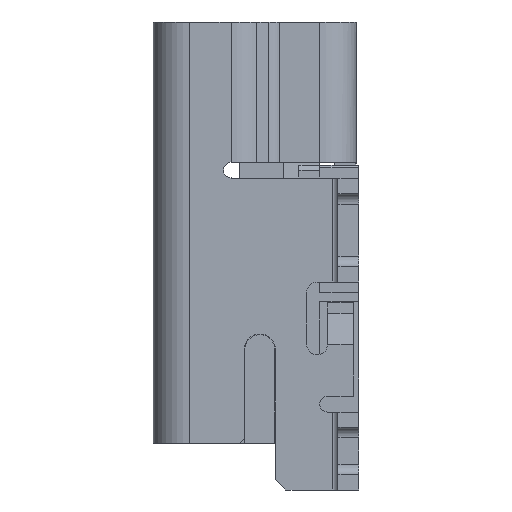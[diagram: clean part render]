
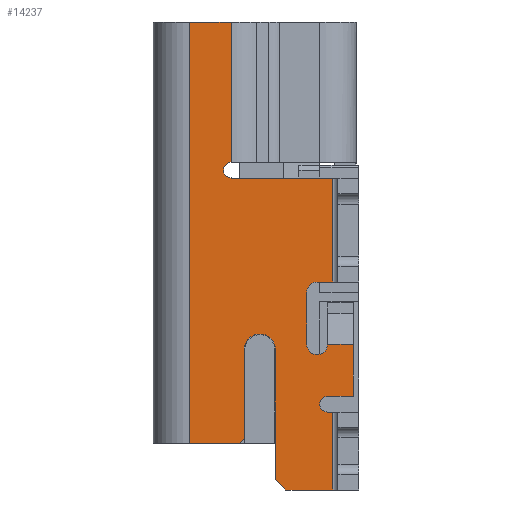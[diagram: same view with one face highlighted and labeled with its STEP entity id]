
A CAD part, left-side view. The second image highlights one B-rep face of the part: STEP entity #14237.
In plain terms, the highlighted planar face has unit normal (-1, 0, 0).
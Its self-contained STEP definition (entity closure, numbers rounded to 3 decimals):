
#108=DIRECTION('',(0.,1.,0.));
#109=VECTOR('',#108,0.797);
#110=CARTESIAN_POINT('',(-3.85,0.403,0.));
#111=LINE('',#110,#109);
#3367=DIRECTION('',(0.,1.,0.));
#3368=VECTOR('',#3367,1.95);
#3369=CARTESIAN_POINT('',(-3.85,-1.55,-3.));
#3370=LINE('',#3369,#3368);
#4271=DIRECTION('',(0.,1.,0.));
#4272=VECTOR('',#4271,0.95);
#4273=CARTESIAN_POINT('',(-3.85,0.25,-8.1));
#4274=LINE('',#4273,#4272);
#4275=DIRECTION('',(0.,0.,-1.));
#4276=VECTOR('',#4275,2.7);
#4277=CARTESIAN_POINT('',(-3.85,0.403,0.));
#4278=LINE('',#4277,#4276);
#4279=CARTESIAN_POINT('',(-3.85,0.4,-2.85));
#4280=DIRECTION('',(-1.,0.,0.));
#4281=DIRECTION('',(0.,0.023,1.));
#4282=AXIS2_PLACEMENT_3D('',#4279,#4280,#4281);
#4284=CARTESIAN_POINT('',(-3.85,0.4,-2.85));
#4285=DIRECTION('',(1.,0.,0.));
#4286=DIRECTION('',(0.,0.,-1.));
#4287=AXIS2_PLACEMENT_3D('',#4284,#4285,#4286);
#4289=DIRECTION('',(0.,0.,-1.));
#4290=VECTOR('',#4289,2.);
#4291=CARTESIAN_POINT('',(-3.85,-1.55,-3.));
#4292=LINE('',#4291,#4290);
#4293=DIRECTION('',(0.,1.,0.));
#4294=VECTOR('',#4293,0.3);
#4295=CARTESIAN_POINT('',(-3.85,-1.55,-5.));
#4296=LINE('',#4295,#4294);
#4297=CARTESIAN_POINT('',(-3.85,-1.25,-5.2));
#4298=DIRECTION('',(1.,0.,0.));
#4299=DIRECTION('',(0.,1.,0.));
#4300=AXIS2_PLACEMENT_3D('',#4297,#4298,#4299);
#4302=DIRECTION('',(0.,0.,1.));
#4303=VECTOR('',#4302,1.);
#4304=CARTESIAN_POINT('',(-3.85,-1.05,-6.2));
#4305=LINE('',#4304,#4303);
#4306=CARTESIAN_POINT('',(-3.85,-1.25,-6.2));
#4307=DIRECTION('',(1.,0.,0.));
#4308=DIRECTION('',(0.,-1.,0.));
#4309=AXIS2_PLACEMENT_3D('',#4306,#4307,#4308);
#4311=DIRECTION('',(0.,1.,0.));
#4312=VECTOR('',#4311,0.5);
#4313=CARTESIAN_POINT('',(-3.85,-1.95,-6.2));
#4314=LINE('',#4313,#4312);
#4315=DIRECTION('',(0.,0.,1.));
#4316=VECTOR('',#4315,1.);
#4317=CARTESIAN_POINT('',(-3.85,-1.95,-7.2));
#4318=LINE('',#4317,#4316);
#4319=DIRECTION('',(0.,-1.,0.));
#4320=VECTOR('',#4319,0.5);
#4321=CARTESIAN_POINT('',(-3.85,-1.45,-7.2));
#4322=LINE('',#4321,#4320);
#4323=CARTESIAN_POINT('',(-3.85,-1.45,-7.35));
#4324=DIRECTION('',(1.,0.,0.));
#4325=DIRECTION('',(0.,0.,-1.));
#4326=AXIS2_PLACEMENT_3D('',#4323,#4324,#4325);
#4328=DIRECTION('',(0.,1.,0.));
#4329=VECTOR('',#4328,0.1);
#4330=CARTESIAN_POINT('',(-3.85,-1.55,-7.5));
#4331=LINE('',#4330,#4329);
#4332=DIRECTION('',(0.,0.,-1.));
#4333=VECTOR('',#4332,1.5);
#4334=CARTESIAN_POINT('',(-3.85,-1.55,-7.5));
#4335=LINE('',#4334,#4333);
#4336=DIRECTION('',(0.,-0.707,-0.707));
#4337=VECTOR('',#4336,0.283);
#4338=CARTESIAN_POINT('',(-3.85,-0.45,-8.8));
#4339=LINE('',#4338,#4337);
#4340=DIRECTION('',(0.,0.,-1.));
#4341=VECTOR('',#4340,2.5);
#4342=CARTESIAN_POINT('',(-3.85,-0.45,-6.3));
#4343=LINE('',#4342,#4341);
#4344=CARTESIAN_POINT('',(-3.85,-0.15,-6.3));
#4345=DIRECTION('',(1.,0.,0.));
#4346=DIRECTION('',(0.,1.,0.));
#4347=AXIS2_PLACEMENT_3D('',#4344,#4345,#4346);
#4349=DIRECTION('',(0.,0.,1.));
#4350=VECTOR('',#4349,1.7);
#4351=CARTESIAN_POINT('',(-3.85,0.15,-8.));
#4352=LINE('',#4351,#4350);
#4353=DIRECTION('',(0.,-0.707,0.707));
#4354=VECTOR('',#4353,0.141);
#4355=CARTESIAN_POINT('',(-3.85,0.25,-8.1));
#4356=LINE('',#4355,#4354);
#4366=DIRECTION('',(0.,0.,-1.));
#4367=VECTOR('',#4366,8.1);
#4368=CARTESIAN_POINT('',(-3.85,1.2,0.));
#4369=LINE('',#4368,#4367);
#5840=DIRECTION('',(0.,1.,0.));
#5841=VECTOR('',#5840,0.9);
#5842=CARTESIAN_POINT('',(-3.85,-1.55,-9.));
#5843=LINE('',#5842,#5841);
#6866=CARTESIAN_POINT('',(-3.85,0.403,0.));
#6867=VERTEX_POINT('',#6866);
#6868=CARTESIAN_POINT('',(-3.85,1.2,0.));
#6869=VERTEX_POINT('',#6868);
#6882=CARTESIAN_POINT('',(-3.85,0.403,-2.7));
#6883=VERTEX_POINT('',#6882);
#8426=CARTESIAN_POINT('',(-3.85,0.403,-3.));
#8427=VERTEX_POINT('',#8426);
#8574=CARTESIAN_POINT('',(-3.85,-1.95,-6.2));
#8575=CARTESIAN_POINT('',(-3.85,-1.45,-6.2));
#8576=VERTEX_POINT('',#8574);
#8577=VERTEX_POINT('',#8575);
#8580=CARTESIAN_POINT('',(-3.85,1.2,-8.1));
#8582=VERTEX_POINT('',#8580);
#8618=CARTESIAN_POINT('',(-3.85,0.25,-8.1));
#8619=VERTEX_POINT('',#8618);
#8650=CARTESIAN_POINT('',(-3.85,-1.45,-7.5));
#8651=CARTESIAN_POINT('',(-3.85,-1.45,-7.2));
#8652=VERTEX_POINT('',#8650);
#8653=VERTEX_POINT('',#8651);
#8654=CARTESIAN_POINT('',(-3.85,-1.95,-7.2));
#8655=VERTEX_POINT('',#8654);
#8656=CARTESIAN_POINT('',(-3.85,-1.05,-6.2));
#8657=VERTEX_POINT('',#8656);
#8658=CARTESIAN_POINT('',(-3.85,-1.05,-5.2));
#8659=VERTEX_POINT('',#8658);
#8660=CARTESIAN_POINT('',(-3.85,-1.25,-5.));
#8661=VERTEX_POINT('',#8660);
#8662=CARTESIAN_POINT('',(-3.85,0.15,-6.3));
#8663=CARTESIAN_POINT('',(-3.85,-0.45,-6.3));
#8664=VERTEX_POINT('',#8662);
#8665=VERTEX_POINT('',#8663);
#8666=CARTESIAN_POINT('',(-3.85,-0.45,-8.8));
#8667=VERTEX_POINT('',#8666);
#8680=CARTESIAN_POINT('',(-3.85,0.15,-8.));
#8681=VERTEX_POINT('',#8680);
#8718=CARTESIAN_POINT('',(-3.85,0.4,-3.));
#8719=VERTEX_POINT('',#8718);
#8758=CARTESIAN_POINT('',(-3.85,-0.65,-9.));
#8759=VERTEX_POINT('',#8758);
#8800=CARTESIAN_POINT('',(-3.85,-1.55,-3.));
#8801=CARTESIAN_POINT('',(-3.85,-1.55,-5.));
#8802=VERTEX_POINT('',#8800);
#8803=VERTEX_POINT('',#8801);
#8808=CARTESIAN_POINT('',(-3.85,-1.55,-7.5));
#8809=CARTESIAN_POINT('',(-3.85,-1.55,-9.));
#8810=VERTEX_POINT('',#8808);
#8811=VERTEX_POINT('',#8809);
#14188=CARTESIAN_POINT('',(-3.85,0.403,0.));
#14189=DIRECTION('',(-1.,0.,0.));
#14190=DIRECTION('',(0.,1.,0.));
#14191=AXIS2_PLACEMENT_3D('',#14188,#14189,#14190);
#14192=PLANE('',#14191);
#14193=ORIENTED_EDGE('',*,*,#9423,.T.);
#14195=ORIENTED_EDGE('',*,*,#14194,.F.);
#14196=ORIENTED_EDGE('',*,*,#8933,.F.);
#14197=ORIENTED_EDGE('',*,*,#14164,.T.);
#14198=ORIENTED_EDGE('',*,*,#14175,.T.);
#14199=ORIENTED_EDGE('',*,*,#14183,.F.);
#14200=ORIENTED_EDGE('',*,*,#12844,.F.);
#14202=ORIENTED_EDGE('',*,*,#14201,.T.);
#14204=ORIENTED_EDGE('',*,*,#14203,.T.);
#14206=ORIENTED_EDGE('',*,*,#14205,.F.);
#14208=ORIENTED_EDGE('',*,*,#14207,.F.);
#14210=ORIENTED_EDGE('',*,*,#14209,.F.);
#14212=ORIENTED_EDGE('',*,*,#14211,.F.);
#14214=ORIENTED_EDGE('',*,*,#14213,.F.);
#14216=ORIENTED_EDGE('',*,*,#14215,.F.);
#14218=ORIENTED_EDGE('',*,*,#14217,.F.);
#14220=ORIENTED_EDGE('',*,*,#14219,.F.);
#14222=ORIENTED_EDGE('',*,*,#14221,.T.);
#14224=ORIENTED_EDGE('',*,*,#14223,.T.);
#14226=ORIENTED_EDGE('',*,*,#14225,.F.);
#14228=ORIENTED_EDGE('',*,*,#14227,.F.);
#14230=ORIENTED_EDGE('',*,*,#14229,.F.);
#14232=ORIENTED_EDGE('',*,*,#14231,.F.);
#14234=ORIENTED_EDGE('',*,*,#14233,.F.);
#14235=EDGE_LOOP('',(#14193,#14195,#14196,#14197,#14198,#14199,#14200,#14202,
#14204,#14206,#14208,#14210,#14212,#14214,#14216,#14218,#14220,#14222,#14224,
#14226,#14228,#14230,#14232,#14234));
#14236=FACE_OUTER_BOUND('',#14235,.F.);
#14237=ADVANCED_FACE('',(#14236),#14192,.T.);
#4283=CIRCLE('',#4282,0.15);
#4288=CIRCLE('',#4287,0.15);
#4301=CIRCLE('',#4300,0.2);
#4310=CIRCLE('',#4309,0.2);
#4327=CIRCLE('',#4326,0.15);
#4348=CIRCLE('',#4347,0.3);
#8933=EDGE_CURVE('',#6867,#6869,#111,.T.);
#9423=EDGE_CURVE('',#8619,#8582,#4274,.T.);
#12844=EDGE_CURVE('',#8802,#8719,#3370,.T.);
#14164=EDGE_CURVE('',#6867,#6883,#4278,.T.);
#14175=EDGE_CURVE('',#6883,#8427,#4283,.T.);
#14183=EDGE_CURVE('',#8719,#8427,#4288,.T.);
#14194=EDGE_CURVE('',#6869,#8582,#4369,.T.);
#14201=EDGE_CURVE('',#8802,#8803,#4292,.T.);
#14203=EDGE_CURVE('',#8803,#8661,#4296,.T.);
#14205=EDGE_CURVE('',#8659,#8661,#4301,.T.);
#14207=EDGE_CURVE('',#8657,#8659,#4305,.T.);
#14209=EDGE_CURVE('',#8577,#8657,#4310,.T.);
#14211=EDGE_CURVE('',#8576,#8577,#4314,.T.);
#14213=EDGE_CURVE('',#8655,#8576,#4318,.T.);
#14215=EDGE_CURVE('',#8653,#8655,#4322,.T.);
#14217=EDGE_CURVE('',#8652,#8653,#4327,.T.);
#14219=EDGE_CURVE('',#8810,#8652,#4331,.T.);
#14221=EDGE_CURVE('',#8810,#8811,#4335,.T.);
#14223=EDGE_CURVE('',#8811,#8759,#5843,.T.);
#14225=EDGE_CURVE('',#8667,#8759,#4339,.T.);
#14227=EDGE_CURVE('',#8665,#8667,#4343,.T.);
#14229=EDGE_CURVE('',#8664,#8665,#4348,.T.);
#14231=EDGE_CURVE('',#8681,#8664,#4352,.T.);
#14233=EDGE_CURVE('',#8619,#8681,#4356,.T.);
